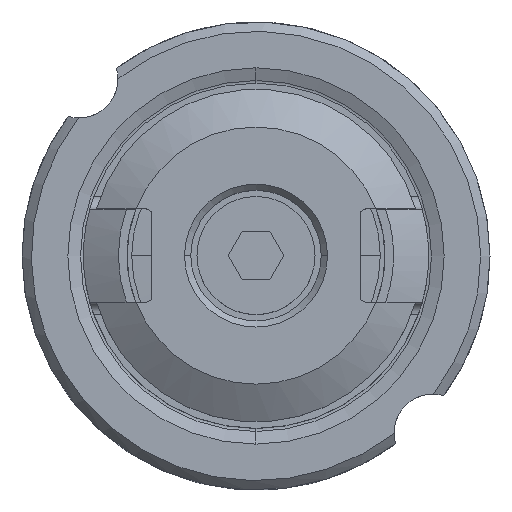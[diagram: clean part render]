
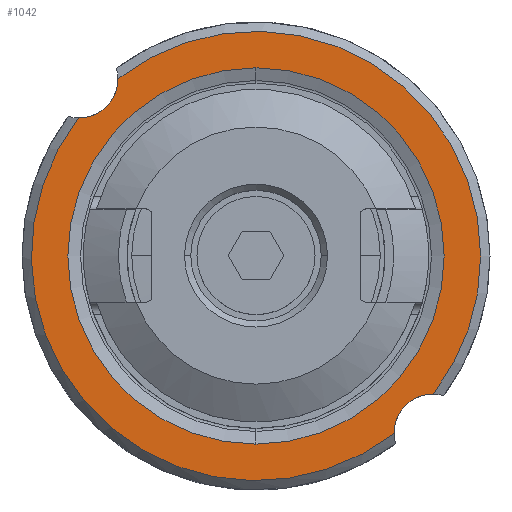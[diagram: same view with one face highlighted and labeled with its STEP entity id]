
A CAD part, top view. The second image highlights one B-rep face of the part: STEP entity #1042.
In plain terms, the highlighted planar face has unit normal (0, 0, 1).
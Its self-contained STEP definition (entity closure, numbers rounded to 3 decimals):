
#399=FACE_BOUND('',#2540,.T.);
#400=FACE_BOUND('',#2541,.T.);
#1042=ADVANCED_FACE('',(#399,#400),#1434,.T.);
#1434=PLANE('',#10990);
#2540=EDGE_LOOP('',(#5425,#5426,#5427,#5428,#5429,#5430,#5431));
#2541=EDGE_LOOP('',(#5432,#5433));
#2910=CIRCLE('',#10966,7.23);
#2911=CIRCLE('',#10968,1.25);
#2912=CIRCLE('',#10969,1.25);
#2919=CIRCLE('',#10980,7.23);
#2920=CIRCLE('',#10981,7.23);
#2923=CIRCLE('',#10985,1.25);
#2924=CIRCLE('',#10986,1.25);
#2925=CIRCLE('',#10988,6.055);
#2926=CIRCLE('',#10989,6.055);
#5425=ORIENTED_EDGE('',*,*,#7954,.F.);
#5426=ORIENTED_EDGE('',*,*,#7953,.F.);
#5427=ORIENTED_EDGE('',*,*,#7949,.F.);
#5428=ORIENTED_EDGE('',*,*,#7948,.F.);
#5429=ORIENTED_EDGE('',*,*,#7935,.F.);
#5430=ORIENTED_EDGE('',*,*,#7934,.F.);
#5431=ORIENTED_EDGE('',*,*,#7932,.F.);
#5432=ORIENTED_EDGE('',*,*,#7955,.F.);
#5433=ORIENTED_EDGE('',*,*,#7956,.F.);
#6603=VERTEX_POINT('',#16893);
#6604=VERTEX_POINT('',#16895);
#6605=VERTEX_POINT('',#16904);
#6606=VERTEX_POINT('',#16906);
#6615=VERTEX_POINT('',#16947);
#6616=VERTEX_POINT('',#16949);
#6618=VERTEX_POINT('',#16961);
#6619=VERTEX_POINT('',#16965);
#6620=VERTEX_POINT('',#16966);
#7932=EDGE_CURVE('',#6603,#6604,#2910,.T.);
#7934=EDGE_CURVE('',#6604,#6605,#2911,.T.);
#7935=EDGE_CURVE('',#6605,#6606,#2912,.T.);
#7948=EDGE_CURVE('',#6606,#6615,#2919,.T.);
#7949=EDGE_CURVE('',#6615,#6616,#2920,.T.);
#7953=EDGE_CURVE('',#6616,#6618,#2923,.T.);
#7954=EDGE_CURVE('',#6618,#6603,#2924,.T.);
#7955=EDGE_CURVE('',#6619,#6620,#2925,.T.);
#7956=EDGE_CURVE('',#6620,#6619,#2926,.T.);
#10966=AXIS2_PLACEMENT_3D('',#16894,#13642,#13643);
#10968=AXIS2_PLACEMENT_3D('',#16903,#13646,#13647);
#10969=AXIS2_PLACEMENT_3D('',#16905,#13648,#13649);
#10980=AXIS2_PLACEMENT_3D('',#16946,#13673,#13674);
#10981=AXIS2_PLACEMENT_3D('',#16948,#13675,#13676);
#10985=AXIS2_PLACEMENT_3D('',#16960,#13683,#13684);
#10986=AXIS2_PLACEMENT_3D('',#16962,#13685,#13686);
#10988=AXIS2_PLACEMENT_3D('',#16964,#13689,#13690);
#10989=AXIS2_PLACEMENT_3D('',#16967,#13691,#13692);
#10990=AXIS2_PLACEMENT_3D('',#16968,#13693,#13694);
#13642=DIRECTION('',(0.,0.,-1.));
#13643=DIRECTION('',(0.614,-0.789,0.));
#13646=DIRECTION('',(0.,0.,1.));
#13647=DIRECTION('',(-0.01,-1.,0.));
#13648=DIRECTION('',(0.,0.,1.));
#13649=DIRECTION('',(0.707,-0.707,0.));
#13673=DIRECTION('',(0.,0.,-1.));
#13674=DIRECTION('',(-0.614,0.789,0.));
#13675=DIRECTION('',(0.,0.,-1.));
#13676=DIRECTION('',(1.,0.,0.));
#13683=DIRECTION('',(0.,0.,1.));
#13684=DIRECTION('',(0.01,1.,0.));
#13685=DIRECTION('',(0.,0.,1.));
#13686=DIRECTION('',(-0.707,0.707,0.));
#13689=DIRECTION('',(0.,0.,1.));
#13690=DIRECTION('',(0.,1.,0.));
#13691=DIRECTION('',(0.,0.,1.));
#13692=DIRECTION('',(0.,-1.,0.));
#13693=DIRECTION('',(0.,0.,1.));
#13694=DIRECTION('',(1.,0.,0.));
#16893=CARTESIAN_POINT('',(4.442,-5.704,0.));
#16894=CARTESIAN_POINT('',(0.,0.,0.));
#16895=CARTESIAN_POINT('',(-5.704,4.442,0.));
#16903=CARTESIAN_POINT('',(-5.692,5.692,0.));
#16904=CARTESIAN_POINT('',(-4.808,4.808,0.));
#16905=CARTESIAN_POINT('',(-5.692,5.692,0.));
#16906=CARTESIAN_POINT('',(-4.442,5.704,0.));
#16946=CARTESIAN_POINT('',(0.,0.,0.));
#16947=CARTESIAN_POINT('',(7.23,0.,0.));
#16948=CARTESIAN_POINT('',(0.,0.,0.));
#16949=CARTESIAN_POINT('',(5.704,-4.442,0.));
#16960=CARTESIAN_POINT('',(5.692,-5.692,0.));
#16961=CARTESIAN_POINT('',(4.808,-4.808,0.));
#16962=CARTESIAN_POINT('',(5.692,-5.692,0.));
#16964=CARTESIAN_POINT('',(0.,0.,0.));
#16965=CARTESIAN_POINT('',(0.,6.055,0.));
#16966=CARTESIAN_POINT('',(0.,-6.055,0.));
#16967=CARTESIAN_POINT('',(0.,0.,0.));
#16968=CARTESIAN_POINT('',(0.,0.,0.));
